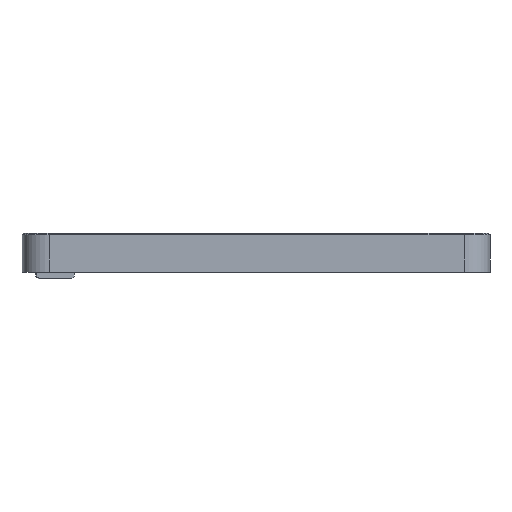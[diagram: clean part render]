
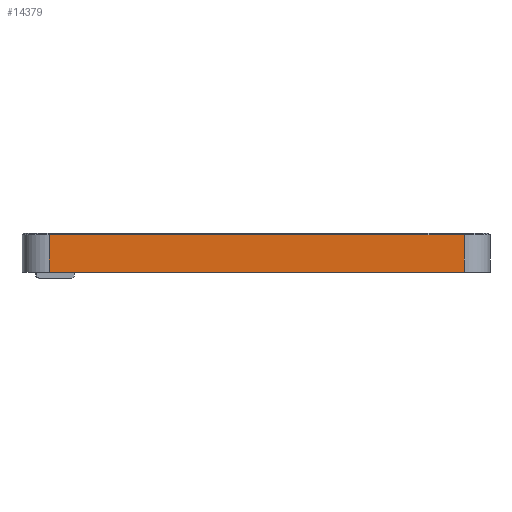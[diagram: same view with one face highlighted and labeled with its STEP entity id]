
A CAD part, left-side view. The second image highlights one B-rep face of the part: STEP entity #14379.
In plain terms, the highlighted planar face has unit normal (-1, 0, 0).
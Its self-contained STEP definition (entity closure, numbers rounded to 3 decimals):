
#951=FACE_OUTER_BOUND('',#1877,.T.);
#1877=EDGE_LOOP('',(#9655,#9656,#9657,#9658));
#2847=LINE('',#20761,#4487);
#2906=LINE('',#20919,#4546);
#2907=LINE('',#20923,#4547);
#2908=LINE('',#20924,#4548);
#4487=VECTOR('',#16590,10.);
#4546=VECTOR('',#16753,10.);
#4547=VECTOR('',#16758,4.);
#4548=VECTOR('',#16759,10.);
#6121=VERTEX_POINT('',#20751);
#6123=VERTEX_POINT('',#20757);
#6171=VERTEX_POINT('',#20918);
#6172=VERTEX_POINT('',#20922);
#7385=EDGE_CURVE('',#6121,#6123,#2847,.T.);
#7464=EDGE_CURVE('',#6123,#6171,#2906,.T.);
#7466=EDGE_CURVE('',#6172,#6121,#2907,.T.);
#7467=EDGE_CURVE('',#6171,#6172,#2908,.T.);
#9655=ORIENTED_EDGE('',*,*,#7385,.F.);
#9656=ORIENTED_EDGE('',*,*,#7466,.F.);
#9657=ORIENTED_EDGE('',*,*,#7467,.F.);
#9658=ORIENTED_EDGE('',*,*,#7464,.F.);
#13784=PLANE('',#15351);
#14379=ADVANCED_FACE('',(#951),#13784,.F.);
#15351=AXIS2_PLACEMENT_3D('',#20921,#16756,#16757);
#16590=DIRECTION('',(0.,-1.,0.));
#16753=DIRECTION('',(0.,0.,-1.));
#16756=DIRECTION('center_axis',(1.,0.,0.));
#16757=DIRECTION('ref_axis',(0.,-1.,0.));
#16758=DIRECTION('',(0.,0.,1.));
#16759=DIRECTION('',(0.,1.,0.));
#20751=CARTESIAN_POINT('',(-31.162,31.778,3.295));
#20757=CARTESIAN_POINT('',(-31.162,-32.261,3.295));
#20761=CARTESIAN_POINT('',(-31.162,24.626,3.295));
#20918=CARTESIAN_POINT('',(-31.162,-32.261,-2.505));
#20919=CARTESIAN_POINT('',(-31.162,-32.261,0.495));
#20921=CARTESIAN_POINT('Origin',(-31.162,54.488,3.495));
#20922=CARTESIAN_POINT('',(-31.162,31.778,-2.505));
#20923=CARTESIAN_POINT('',(-31.162,31.778,3.495));
#20924=CARTESIAN_POINT('',(-31.162,24.626,-2.505));
